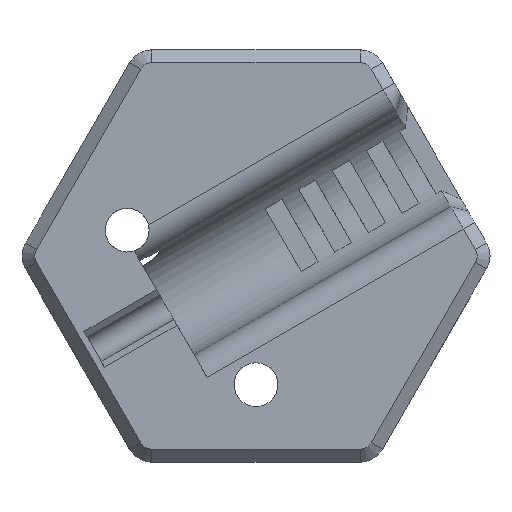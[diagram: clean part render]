
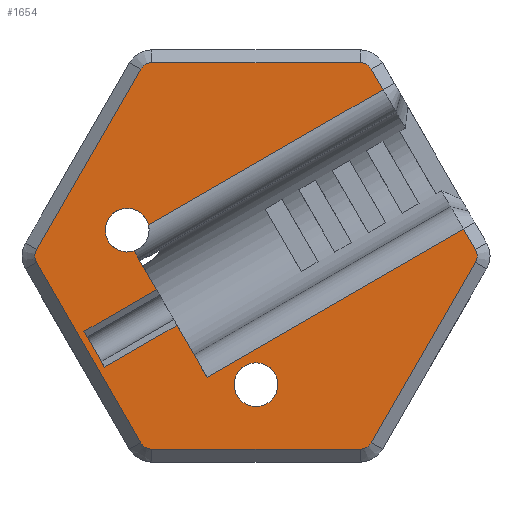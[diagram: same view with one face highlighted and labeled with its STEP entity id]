
A CAD part, top view. The second image highlights one B-rep face of the part: STEP entity #1654.
In plain terms, the highlighted planar face has unit normal (0, 0, 1).
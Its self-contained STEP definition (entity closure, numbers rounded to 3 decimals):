
#42=FACE_BOUND('',#260,.T.);
#63=PLANE('',#1824);
#156=FACE_OUTER_BOUND('',#259,.T.);
#259=EDGE_LOOP('',(#1354,#1355,#1356,#1357,#1358,#1359,#1360,#1361,#1362,
#1363,#1364,#1365,#1366,#1367,#1368,#1369,#1370,#1371,#1372,#1373,#1374));
#260=EDGE_LOOP('',(#1375));
#358=LINE('',#2580,#523);
#363=LINE('',#2597,#528);
#366=LINE('',#2603,#531);
#370=LINE('',#2617,#535);
#373=LINE('',#2622,#538);
#378=LINE('',#2641,#543);
#381=LINE('',#2649,#546);
#384=LINE('',#2665,#549);
#403=LINE('',#2727,#568);
#404=LINE('',#2729,#569);
#405=LINE('',#2731,#570);
#406=LINE('',#2733,#571);
#407=LINE('',#2735,#572);
#408=LINE('',#2738,#573);
#523=VECTOR('',#2051,10.);
#528=VECTOR('',#2070,10.);
#531=VECTOR('',#2075,10.);
#535=VECTOR('',#2091,10.);
#538=VECTOR('',#2096,10.);
#543=VECTOR('',#2115,10.);
#546=VECTOR('',#2124,10.);
#549=VECTOR('',#2139,10.);
#568=VECTOR('',#2198,10.);
#569=VECTOR('',#2199,10.);
#570=VECTOR('',#2200,10.);
#571=VECTOR('',#2201,10.);
#572=VECTOR('',#2202,10.);
#573=VECTOR('',#2205,10.);
#673=CIRCLE('',#1776,1.);
#675=CIRCLE('',#1779,1.);
#676=CIRCLE('',#1783,1.);
#678=CIRCLE('',#1786,1.);
#680=CIRCLE('',#1792,1.);
#682=CIRCLE('',#1797,1.);
#697=CIRCLE('',#1825,1.7);
#698=CIRCLE('',#1826,1.7);
#772=VERTEX_POINT('',#2577);
#773=VERTEX_POINT('',#2579);
#775=VERTEX_POINT('',#2585);
#777=VERTEX_POINT('',#2592);
#778=VERTEX_POINT('',#2596);
#780=VERTEX_POINT('',#2601);
#781=VERTEX_POINT('',#2606);
#783=VERTEX_POINT('',#2612);
#784=VERTEX_POINT('',#2616);
#785=VERTEX_POINT('',#2620);
#787=VERTEX_POINT('',#2629);
#789=VERTEX_POINT('',#2639);
#790=VERTEX_POINT('',#2643);
#791=VERTEX_POINT('',#2647);
#795=VERTEX_POINT('',#2663);
#818=VERTEX_POINT('',#2726);
#819=VERTEX_POINT('',#2728);
#820=VERTEX_POINT('',#2730);
#821=VERTEX_POINT('',#2732);
#822=VERTEX_POINT('',#2734);
#823=VERTEX_POINT('',#2736);
#824=VERTEX_POINT('',#2739);
#943=EDGE_CURVE('',#772,#773,#358,.T.);
#948=EDGE_CURVE('',#773,#775,#673,.T.);
#951=EDGE_CURVE('',#777,#772,#675,.T.);
#952=EDGE_CURVE('',#775,#778,#363,.T.);
#955=EDGE_CURVE('',#780,#777,#366,.T.);
#958=EDGE_CURVE('',#778,#781,#676,.T.);
#961=EDGE_CURVE('',#783,#780,#678,.T.);
#962=EDGE_CURVE('',#781,#784,#370,.T.);
#965=EDGE_CURVE('',#785,#783,#373,.T.);
#970=EDGE_CURVE('',#787,#785,#680,.T.);
#974=EDGE_CURVE('',#789,#787,#378,.T.);
#976=EDGE_CURVE('',#790,#789,#682,.T.);
#978=EDGE_CURVE('',#791,#790,#381,.T.);
#985=EDGE_CURVE('',#795,#791,#384,.T.);
#1016=EDGE_CURVE('',#795,#818,#403,.T.);
#1017=EDGE_CURVE('',#818,#819,#404,.T.);
#1018=EDGE_CURVE('',#819,#820,#405,.T.);
#1019=EDGE_CURVE('',#820,#821,#406,.T.);
#1020=EDGE_CURVE('',#821,#822,#407,.T.);
#1021=EDGE_CURVE('',#822,#823,#697,.T.);
#1022=EDGE_CURVE('',#823,#784,#408,.T.);
#1023=EDGE_CURVE('',#824,#824,#698,.T.);
#1354=ORIENTED_EDGE('',*,*,#978,.F.);
#1355=ORIENTED_EDGE('',*,*,#985,.F.);
#1356=ORIENTED_EDGE('',*,*,#1016,.T.);
#1357=ORIENTED_EDGE('',*,*,#1017,.T.);
#1358=ORIENTED_EDGE('',*,*,#1018,.T.);
#1359=ORIENTED_EDGE('',*,*,#1019,.T.);
#1360=ORIENTED_EDGE('',*,*,#1020,.T.);
#1361=ORIENTED_EDGE('',*,*,#1021,.T.);
#1362=ORIENTED_EDGE('',*,*,#1022,.T.);
#1363=ORIENTED_EDGE('',*,*,#962,.F.);
#1364=ORIENTED_EDGE('',*,*,#958,.F.);
#1365=ORIENTED_EDGE('',*,*,#952,.F.);
#1366=ORIENTED_EDGE('',*,*,#948,.F.);
#1367=ORIENTED_EDGE('',*,*,#943,.F.);
#1368=ORIENTED_EDGE('',*,*,#951,.F.);
#1369=ORIENTED_EDGE('',*,*,#955,.F.);
#1370=ORIENTED_EDGE('',*,*,#961,.F.);
#1371=ORIENTED_EDGE('',*,*,#965,.F.);
#1372=ORIENTED_EDGE('',*,*,#970,.F.);
#1373=ORIENTED_EDGE('',*,*,#974,.F.);
#1374=ORIENTED_EDGE('',*,*,#976,.F.);
#1375=ORIENTED_EDGE('',*,*,#1023,.T.);
#1654=ADVANCED_FACE('',(#156,#42),#63,.T.);
#1776=AXIS2_PLACEMENT_3D('',#2588,#2059,#2060);
#1779=AXIS2_PLACEMENT_3D('',#2594,#2066,#2067);
#1783=AXIS2_PLACEMENT_3D('',#2608,#2080,#2081);
#1786=AXIS2_PLACEMENT_3D('',#2614,#2087,#2088);
#1792=AXIS2_PLACEMENT_3D('',#2631,#2106,#2107);
#1797=AXIS2_PLACEMENT_3D('',#2645,#2119,#2120);
#1824=AXIS2_PLACEMENT_3D('',#2725,#2196,#2197);
#1825=AXIS2_PLACEMENT_3D('',#2737,#2203,#2204);
#1826=AXIS2_PLACEMENT_3D('',#2740,#2206,#2207);
#2051=DIRECTION('',(0.5,0.866,0.));
#2059=DIRECTION('center_axis',(0.,0.,-1.));
#2060=DIRECTION('ref_axis',(-0.5,0.866,0.));
#2066=DIRECTION('center_axis',(0.,0.,-1.));
#2067=DIRECTION('ref_axis',(-1.,0.,0.));
#2070=DIRECTION('',(1.,0.,0.));
#2075=DIRECTION('',(-0.5,0.866,0.));
#2080=DIRECTION('center_axis',(0.,0.,-1.));
#2081=DIRECTION('ref_axis',(0.5,0.866,0.));
#2087=DIRECTION('center_axis',(0.,0.,-1.));
#2088=DIRECTION('ref_axis',(-0.5,-0.866,0.));
#2091=DIRECTION('',(0.5,-0.866,0.));
#2096=DIRECTION('',(-1.,0.,0.));
#2106=DIRECTION('center_axis',(0.,0.,-1.));
#2107=DIRECTION('ref_axis',(0.5,-0.866,0.));
#2115=DIRECTION('',(-0.5,-0.866,0.));
#2119=DIRECTION('center_axis',(0.,0.,-1.));
#2120=DIRECTION('ref_axis',(1.,0.,0.));
#2124=DIRECTION('',(0.5,-0.866,0.));
#2139=DIRECTION('',(0.866,0.5,0.));
#2196=DIRECTION('center_axis',(0.,0.,1.));
#2197=DIRECTION('ref_axis',(1.,0.,0.));
#2198=DIRECTION('',(-0.5,0.866,0.));
#2199=DIRECTION('',(-0.866,-0.5,0.));
#2200=DIRECTION('',(-0.5,0.866,0.));
#2201=DIRECTION('',(0.866,0.5,0.));
#2202=DIRECTION('',(-0.5,0.866,0.));
#2203=DIRECTION('center_axis',(0.,0.,-1.));
#2204=DIRECTION('ref_axis',(-1.,0.,0.));
#2205=DIRECTION('',(0.866,0.5,0.));
#2206=DIRECTION('center_axis',(0.,0.,-1.));
#2207=DIRECTION('ref_axis',(-1.,0.,0.));
#2577=CARTESIAN_POINT('',(-17.032,0.5,8.));
#2579=CARTESIAN_POINT('',(-8.949,14.5,8.));
#2580=CARTESIAN_POINT('',(-10.681,11.5,8.));
#2585=CARTESIAN_POINT('',(-8.083,15.,8.));
#2588=CARTESIAN_POINT('Origin',(-8.083,14.,8.));
#2592=CARTESIAN_POINT('',(-17.032,-0.5,8.));
#2594=CARTESIAN_POINT('Origin',(-16.166,0.,
8.));
#2596=CARTESIAN_POINT('',(8.083,15.,8.));
#2597=CARTESIAN_POINT('',(4.619,15.,8.));
#2601=CARTESIAN_POINT('',(-8.949,-14.5,8.));
#2603=CARTESIAN_POINT('',(-15.3,-3.5,8.));
#2606=CARTESIAN_POINT('',(8.949,14.5,8.));
#2608=CARTESIAN_POINT('Origin',(8.083,14.,8.));
#2612=CARTESIAN_POINT('',(-8.083,-15.,8.));
#2614=CARTESIAN_POINT('Origin',(-8.083,-14.,8.));
#2616=CARTESIAN_POINT('',(9.865,12.913,8.));
#2617=CARTESIAN_POINT('',(15.3,3.5,8.));
#2620=CARTESIAN_POINT('',(8.083,-15.,8.));
#2622=CARTESIAN_POINT('',(-4.619,-15.,8.));
#2629=CARTESIAN_POINT('',(8.949,-14.5,8.));
#2631=CARTESIAN_POINT('Origin',(8.083,-14.,8.));
#2639=CARTESIAN_POINT('',(17.032,-0.5,8.));
#2641=CARTESIAN_POINT('',(10.681,-11.5,8.));
#2643=CARTESIAN_POINT('',(17.032,0.5,8.));
#2645=CARTESIAN_POINT('Origin',(16.166,0.,
8.));
#2647=CARTESIAN_POINT('',(16.115,2.087,8.));
#2649=CARTESIAN_POINT('',(15.3,3.5,8.));
#2663=CARTESIAN_POINT('',(-3.803,-9.413,8.));
#2665=CARTESIAN_POINT('',(16.981,2.587,8.));
#2725=CARTESIAN_POINT('Origin',(0.,0.,
8.));
#2726=CARTESIAN_POINT('',(-6.128,-5.386,8.));
#2727=CARTESIAN_POINT('',(-6.928,-4.,8.));
#2728=CARTESIAN_POINT('',(-11.757,-8.636,8.));
#2729=CARTESIAN_POINT('',(-2.664,-3.386,8.));
#2730=CARTESIAN_POINT('',(-13.357,-5.864,8.));
#2731=CARTESIAN_POINT('',(-12.557,-7.25,8.));
#2732=CARTESIAN_POINT('',(-7.728,-2.614,8.));
#2733=CARTESIAN_POINT('',(-4.264,-0.614,8.));
#2734=CARTESIAN_POINT('',(-9.461,0.388,8.));
#2735=CARTESIAN_POINT('',(-6.928,-4.,8.));
#2736=CARTESIAN_POINT('',(-8.347,2.398,8.));
#2737=CARTESIAN_POINT('Origin',(-10.,2.,8.));
#2738=CARTESIAN_POINT('',(10.731,13.413,8.));
#2739=CARTESIAN_POINT('',(1.7,-10.,8.));
#2740=CARTESIAN_POINT('Origin',(0.,-10.,8.));
